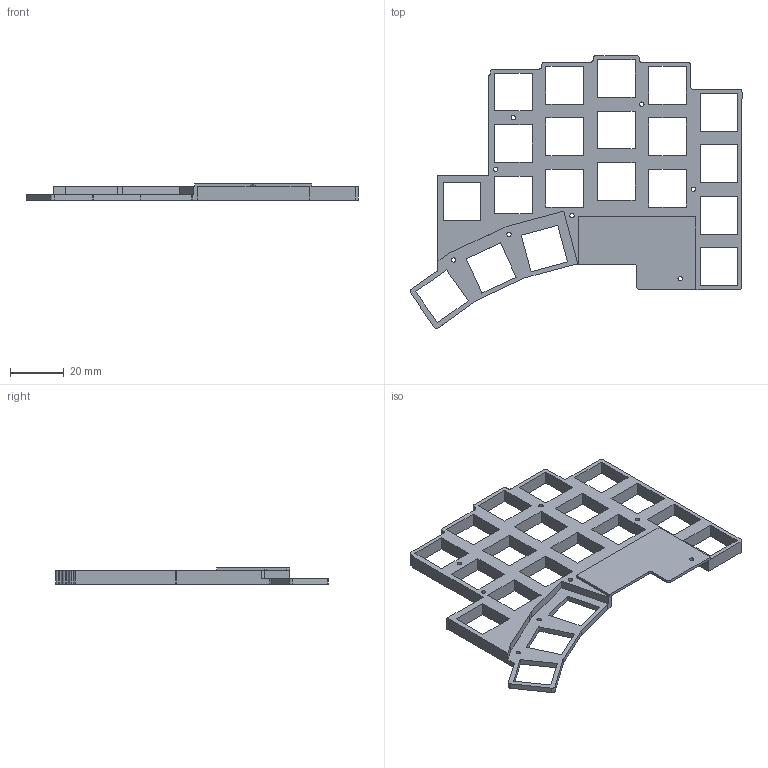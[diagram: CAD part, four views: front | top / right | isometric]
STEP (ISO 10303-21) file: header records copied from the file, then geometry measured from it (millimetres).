
FILE_DESCRIPTION(/* description */ ('KiCad electronic assembly'),/* implementation_level */ '2;1');
FILE_NAME(/* name */ 'pinkeybd_R_ver2.1_top_plate.step',/* time_stamp */ '2025-10-28T22:17:21+09:00',/* author */ (''),/* organization */ (''),/* preprocessor_version */ 'ST-DEVELOPER v20.1',/* originating_system */ 'Autodesk Translation Framework v14.17.0.0',/* authorisation */ '');
FILE_SCHEMA (('AUTOMOTIVE_DESIGN { 1 0 10303 214 3 1 1 }'));
Length unit declared in the file: millimetre
Products named in the file (2): pinkeybd_R 1; R_Axial_DIN0207_L6.3mm_D2.5mm_P7.62mm_Horizontal
Assembly tree (1 placements, depth 2):
  pinkeybd_R 1
    R_Axial_DIN0207_L6.3mm_D2.5mm_P7.62mm_Horizontal
Bounding box: 123.02 x 101.08 x 6 mm (x, y, z)
Volume: 17046.7 mm3; surface area: 16589.3 mm2
Topology: 1 solids, 1 shells, 146 faces, 432 edges, 288 vertices
Faces by surface type: plane 118, cylinder 28
Full cylindrical faces by diameter (mm): 1.6 x1, 1.623 x7
Entity records: 4997 total; most frequent: CARTESIAN_POINT 869, ORIENTED_EDGE 864, DIRECTION 786, EDGE_CURVE 432, LINE 376, VECTOR 376, VERTEX_POINT 288, AXIS2_PLACEMENT_3D 205
